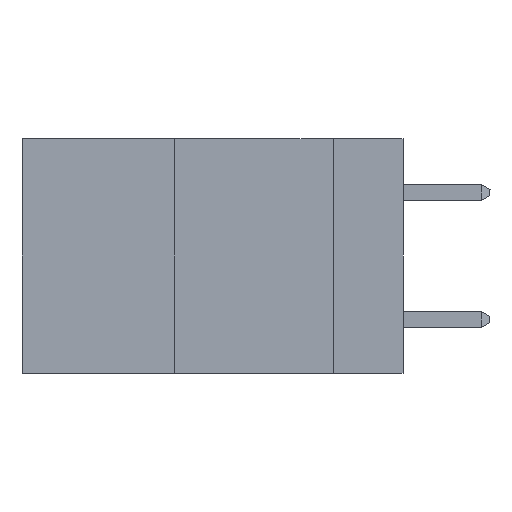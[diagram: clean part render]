
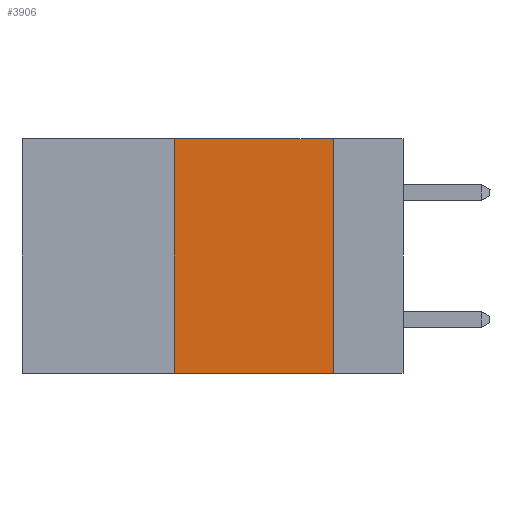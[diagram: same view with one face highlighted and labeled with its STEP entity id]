
A CAD part, left-side view. The second image highlights one B-rep face of the part: STEP entity #3906.
In plain terms, the highlighted planar face has unit normal (-1, 0, 0).
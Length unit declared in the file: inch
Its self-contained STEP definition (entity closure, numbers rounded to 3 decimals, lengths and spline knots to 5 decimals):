
#492 = VECTOR ( 'NONE', #12551, 39.37008 ) ;
#1107 = EDGE_CURVE ( 'NONE', #3116, #9995, #2435, .T. ) ;
#1437 = FACE_OUTER_BOUND ( 'NONE', #3208, .T. ) ;
#2004 = CARTESIAN_POINT ( 'NONE',  ( 0., 0.36, 0. ) ) ;
#2133 = DIRECTION ( 'NONE',  ( 0., 0., 1. ) ) ;
#2435 = LINE ( 'NONE', #2004, #9007 ) ;
#3116 = VERTEX_POINT ( 'NONE', #15947 ) ;
#3208 = EDGE_LOOP ( 'NONE', ( #7600, #3867, #10837, #11443 ) ) ;
#3867 = ORIENTED_EDGE ( 'NONE', *, *, #5367, .F. ) ;
#3906 = ADVANCED_FACE ( 'NONE', ( #1437 ), #11991, .F. ) ;
#4235 = CARTESIAN_POINT ( 'NONE',  ( 0., 0.6, 0. ) ) ;
#5078 = CARTESIAN_POINT ( 'NONE',  ( 0., 0.6, 0. ) ) ;
#5137 = VERTEX_POINT ( 'NONE', #8404 ) ;
#5367 = EDGE_CURVE ( 'NONE', #9995, #5137, #15626, .T. ) ;
#6950 = CARTESIAN_POINT ( 'NONE',  ( 0., 0.36, 0. ) ) ;
#7160 = VECTOR ( 'NONE', #8216, 39.37008 ) ;
#7600 = ORIENTED_EDGE ( 'NONE', *, *, #9840, .F. ) ;
#7874 = DIRECTION ( 'NONE',  ( 0., 0., -1. ) ) ;
#8216 = DIRECTION ( 'NONE',  ( 0., 0., -1. ) ) ;
#8404 = CARTESIAN_POINT ( 'NONE',  ( 0., 0.11, 0. ) ) ;
#9007 = VECTOR ( 'NONE', #2133, 39.37008 ) ;
#9840 = EDGE_CURVE ( 'NONE', #5137, #17645, #17930, .T. ) ;
#9995 = VERTEX_POINT ( 'NONE', #6950 ) ;
#10046 = DIRECTION ( 'NONE',  ( 0., -1., 0. ) ) ;
#10837 = ORIENTED_EDGE ( 'NONE', *, *, #1107, .F. ) ;
#11319 = CARTESIAN_POINT ( 'NONE',  ( 0., 0.11, -0.37 ) ) ;
#11443 = ORIENTED_EDGE ( 'NONE', *, *, #12459, .T. ) ;
#11991 = PLANE ( 'NONE',  #18049 ) ;
#12459 = EDGE_CURVE ( 'NONE', #3116, #17645, #14513, .T. ) ;
#12551 = DIRECTION ( 'NONE',  ( 0., -1., 0. ) ) ;
#12664 = CARTESIAN_POINT ( 'NONE',  ( 0., 0.6, -0.37 ) ) ;
#13661 = VECTOR ( 'NONE', #10046, 39.37008 ) ;
#14513 = LINE ( 'NONE', #12664, #492 ) ;
#14877 = DIRECTION ( 'NONE',  ( 1., 0., 0. ) ) ;
#15626 = LINE ( 'NONE', #4235, #13661 ) ;
#15947 = CARTESIAN_POINT ( 'NONE',  ( 0., 0.36, -0.37 ) ) ;
#16755 = CARTESIAN_POINT ( 'NONE',  ( 0., 0.11, 0. ) ) ;
#17645 = VERTEX_POINT ( 'NONE', #11319 ) ;
#17930 = LINE ( 'NONE', #16755, #7160 ) ;
#18049 = AXIS2_PLACEMENT_3D ( 'NONE', #5078, #14877, #7874 ) ;
